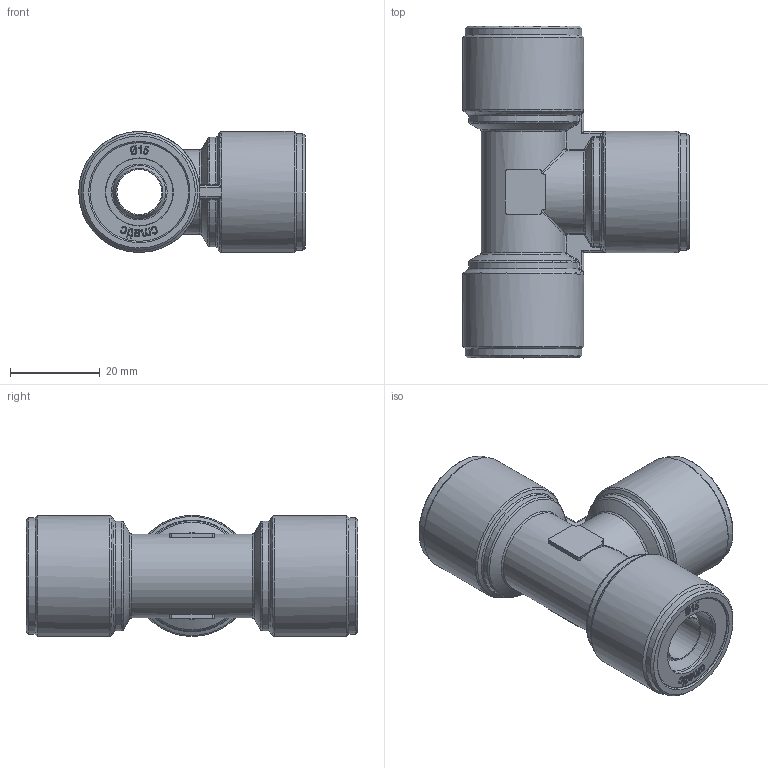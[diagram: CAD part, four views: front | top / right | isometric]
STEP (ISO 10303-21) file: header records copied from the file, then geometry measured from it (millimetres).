
FILE_DESCRIPTION(( 'MAF.29.15.15.stp' ), '1');
FILE_NAME( 'MAF.29.15.15.stp', '2021-02-19T15:25:21',( 'Sopra'),('sopra-pneumatic.com'), 'SwSTEP 2.0','SolidWorks 2009','' );
FILE_SCHEMA( ( 'CONFIG_CONTROL_DESIGN' ) );
Length unit declared in the file: millimetre
Products named in the file (1): NONE
Bounding box: 50.5 x 74 x 27 mm (x, y, z)
Volume: 32443.9 mm3; surface area: 18506.7 mm2
Topology: 1 solids, 1 shells, 642 faces, 1666 edges, 1077 vertices
Faces by surface type: plane 268, bspline 262, cylinder 70, torus 22, cone 20
Full cylindrical faces by diameter (mm): 10 x3, 11.5 x2, 11.8 x3, 15.18 x6, 22 x3, 26 x3, 27 x3
Entity records: 30564 total; most frequent: CARTESIAN_POINT 16851, ORIENTED_EDGE 3224, DIRECTION 2024, EDGE_CURVE 1612, VERTEX_POINT 1064, LINE 854, VECTOR 854, EDGE_LOOP 738
